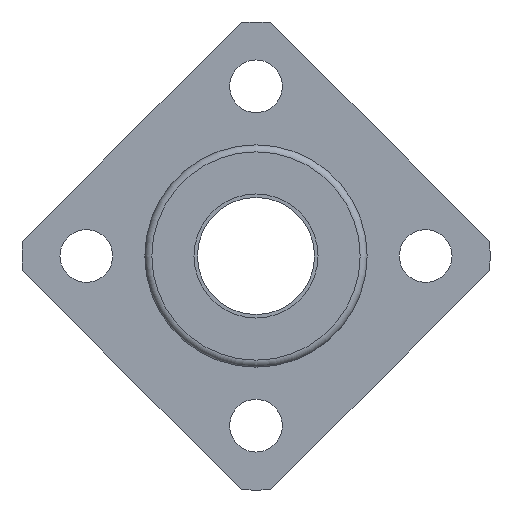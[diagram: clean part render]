
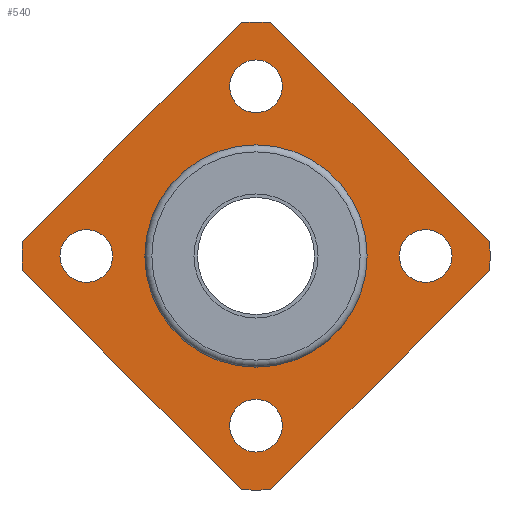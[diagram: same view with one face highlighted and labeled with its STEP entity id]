
A CAD part, left-side view. The second image highlights one B-rep face of the part: STEP entity #540.
In plain terms, the highlighted planar face has unit normal (-1, 0, 0).
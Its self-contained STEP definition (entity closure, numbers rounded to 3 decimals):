
#22=LINE('',#881,#38);
#26=LINE('',#893,#42);
#30=LINE('',#905,#46);
#34=LINE('',#917,#50);
#38=VECTOR('',#705,1000.);
#42=VECTOR('',#717,1000.);
#46=VECTOR('',#729,1000.);
#50=VECTOR('',#741,1000.);
#59=PLANE('',#612);
#122=ORIENTED_EDGE('',*,*,#225,.T.);
#123=ORIENTED_EDGE('',*,*,#226,.T.);
#124=ORIENTED_EDGE('',*,*,#227,.T.);
#125=ORIENTED_EDGE('',*,*,#228,.T.);
#126=ORIENTED_EDGE('',*,*,#191,.F.);
#127=ORIENTED_EDGE('',*,*,#203,.F.);
#128=ORIENTED_EDGE('',*,*,#224,.F.);
#129=ORIENTED_EDGE('',*,*,#221,.F.);
#130=ORIENTED_EDGE('',*,*,#218,.F.);
#131=ORIENTED_EDGE('',*,*,#215,.F.);
#132=ORIENTED_EDGE('',*,*,#212,.F.);
#133=ORIENTED_EDGE('',*,*,#209,.F.);
#134=ORIENTED_EDGE('',*,*,#206,.F.);
#191=EDGE_CURVE('',#250,#250,#301,.F.);
#203=EDGE_CURVE('',#262,#263,#22,.T.);
#206=EDGE_CURVE('',#263,#265,#312,.T.);
#209=EDGE_CURVE('',#265,#267,#26,.T.);
#212=EDGE_CURVE('',#267,#269,#314,.T.);
#215=EDGE_CURVE('',#269,#271,#30,.T.);
#218=EDGE_CURVE('',#271,#273,#316,.T.);
#221=EDGE_CURVE('',#273,#275,#34,.T.);
#224=EDGE_CURVE('',#275,#262,#318,.T.);
#225=EDGE_CURVE('',#276,#276,#319,.T.);
#226=EDGE_CURVE('',#277,#277,#320,.T.);
#227=EDGE_CURVE('',#278,#278,#321,.T.);
#228=EDGE_CURVE('',#279,#279,#322,.T.);
#250=VERTEX_POINT('',#848);
#262=VERTEX_POINT('',#880);
#263=VERTEX_POINT('',#882);
#265=VERTEX_POINT('',#888);
#267=VERTEX_POINT('',#894);
#269=VERTEX_POINT('',#900);
#271=VERTEX_POINT('',#906);
#273=VERTEX_POINT('',#912);
#275=VERTEX_POINT('',#918);
#276=VERTEX_POINT('',#925);
#277=VERTEX_POINT('',#927);
#278=VERTEX_POINT('',#929);
#279=VERTEX_POINT('',#931);
#301=CIRCLE('',#578,9.5);
#312=CIRCLE('',#599,20.);
#314=CIRCLE('',#603,20.);
#316=CIRCLE('',#607,20.);
#318=CIRCLE('',#611,20.);
#319=CIRCLE('',#613,2.25);
#320=CIRCLE('',#614,2.25);
#321=CIRCLE('',#615,2.25);
#322=CIRCLE('',#616,2.25);
#369=EDGE_LOOP('',(#122));
#370=EDGE_LOOP('',(#123));
#371=EDGE_LOOP('',(#124));
#372=EDGE_LOOP('',(#125));
#373=EDGE_LOOP('',(#126));
#374=EDGE_LOOP('',(#127,#128,#129,#130,#131,#132,#133,#134));
#449=FACE_BOUND('',#369,.T.);
#450=FACE_BOUND('',#370,.T.);
#451=FACE_BOUND('',#371,.T.);
#452=FACE_BOUND('',#372,.T.);
#453=FACE_BOUND('',#373,.T.);
#454=FACE_BOUND('',#374,.T.);
#540=ADVANCED_FACE('',(#449,#450,#451,#452,#453,#454),#59,.F.);
#578=AXIS2_PLACEMENT_3D('',#847,#665,#666);
#599=AXIS2_PLACEMENT_3D('',#887,#711,#712);
#603=AXIS2_PLACEMENT_3D('',#899,#723,#724);
#607=AXIS2_PLACEMENT_3D('',#911,#735,#736);
#611=AXIS2_PLACEMENT_3D('',#922,#747,#748);
#612=AXIS2_PLACEMENT_3D('',#923,#749,#750);
#613=AXIS2_PLACEMENT_3D('',#924,#751,#752);
#614=AXIS2_PLACEMENT_3D('',#926,#753,#754);
#615=AXIS2_PLACEMENT_3D('',#928,#755,#756);
#616=AXIS2_PLACEMENT_3D('',#930,#757,#758);
#665=DIRECTION('',(1.,0.,0.));
#666=DIRECTION('',(0.,0.,-1.));
#705=DIRECTION('',(0.,-0.707,0.707));
#711=DIRECTION('',(1.,0.,0.));
#712=DIRECTION('',(0.,0.,-1.));
#717=DIRECTION('',(0.,-0.707,-0.707));
#723=DIRECTION('',(1.,0.,0.));
#724=DIRECTION('',(0.,0.,-1.));
#729=DIRECTION('',(0.,0.707,-0.707));
#735=DIRECTION('',(1.,0.,0.));
#736=DIRECTION('',(0.,0.,-1.));
#741=DIRECTION('',(0.,0.707,0.707));
#747=DIRECTION('',(1.,0.,0.));
#748=DIRECTION('',(0.,0.,-1.));
#749=DIRECTION('',(1.,0.,0.));
#750=DIRECTION('',(0.,0.,-1.));
#751=DIRECTION('',(1.,0.,0.));
#752=DIRECTION('',(0.,0.,-1.));
#753=DIRECTION('',(1.,0.,0.));
#754=DIRECTION('',(0.,0.,-1.));
#755=DIRECTION('',(1.,0.,0.));
#756=DIRECTION('',(0.,0.,-1.));
#757=DIRECTION('',(1.,0.,0.));
#758=DIRECTION('',(0.,0.,-1.));
#847=CARTESIAN_POINT('',(-21.5,0.,0.));
#848=CARTESIAN_POINT('',(-21.5,0.,-9.5));
#880=CARTESIAN_POINT('',(-21.5,19.961,1.252));
#881=CARTESIAN_POINT('',(-21.5,19.961,1.252));
#882=CARTESIAN_POINT('',(-21.5,1.252,19.961));
#887=CARTESIAN_POINT('',(-21.5,0.,0.));
#888=CARTESIAN_POINT('',(-21.5,-1.252,19.961));
#893=CARTESIAN_POINT('',(-21.5,-1.252,19.961));
#894=CARTESIAN_POINT('',(-21.5,-19.961,1.252));
#899=CARTESIAN_POINT('',(-21.5,0.,0.));
#900=CARTESIAN_POINT('',(-21.5,-19.961,-1.252));
#905=CARTESIAN_POINT('',(-21.5,-19.961,-1.252));
#906=CARTESIAN_POINT('',(-21.5,-1.252,-19.961));
#911=CARTESIAN_POINT('',(-21.5,0.,0.));
#912=CARTESIAN_POINT('',(-21.5,1.252,-19.961));
#917=CARTESIAN_POINT('',(-21.5,1.252,-19.961));
#918=CARTESIAN_POINT('',(-21.5,19.961,-1.252));
#922=CARTESIAN_POINT('',(-21.5,0.,0.));
#923=CARTESIAN_POINT('',(-21.5,0.,0.));
#924=CARTESIAN_POINT('',(-21.5,0.,14.5));
#925=CARTESIAN_POINT('',(-21.5,0.,12.25));
#926=CARTESIAN_POINT('',(-21.5,-14.5,0.));
#927=CARTESIAN_POINT('',(-21.5,-14.5,-2.25));
#928=CARTESIAN_POINT('',(-21.5,0.,-14.5));
#929=CARTESIAN_POINT('',(-21.5,0.,-16.75));
#930=CARTESIAN_POINT('',(-21.5,14.5,0.));
#931=CARTESIAN_POINT('',(-21.5,14.5,-2.25));
